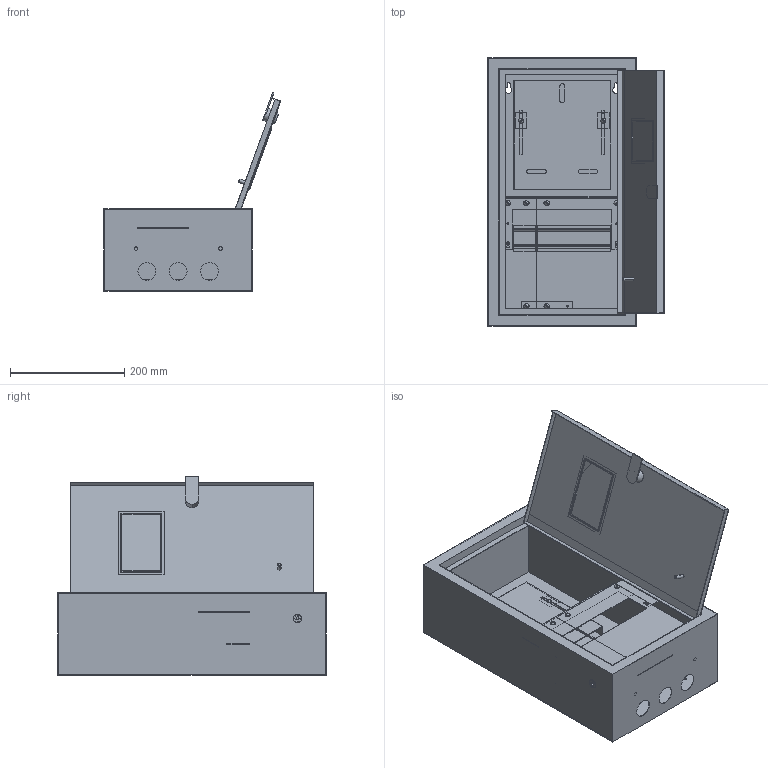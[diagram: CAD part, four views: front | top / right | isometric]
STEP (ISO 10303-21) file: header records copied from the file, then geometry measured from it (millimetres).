
FILE_DESCRIPTION (( 'STEP AP214' ), '1' );
FILE_NAME ('ShURN_1-9_IP31.STEP', '2016-11-28T12:41:19', ( 'user' ), ( '' ), 'SwSTEP 2.0', 'SolidWorks 2014', '' );
FILE_SCHEMA (( 'AUTOMOTIVE_DESIGN' ));
Length unit declared in the file: millimetre
Products named in the file (9): SC GOST 17473_gost_‚¨­â A.M5x10 ƒŽ‘’ 17473-80; Panel_Prav; ShURN_1-9_IP31; DIN-Reika_12 ｬｮ､罩･ｩ; STEKLO_IEK; Panel; Panel_Lev; Dver_SHURN_1; Obolochka_SHURN_1_9
Assembly tree (17 placements, depth 2):
  ShURN_1-9_IP31
    Obolochka_SHURN_1_9
    Dver_SHURN_1
    DIN-Reika_12 ｬｮ､罩･ｩ
    Panel
    SC GOST 17473_gost_‚¨­â A.M5x10 ƒŽ‘’ 17473-80  x10
    Panel_Lev
    Panel_Prav
    STEKLO_IEK
Bounding box: 310.34 x 470 x 348.21 mm (x, y, z)
Volume: 624126.8 mm3; surface area: 1223766.3 mm2
Topology: 19 solids, 19 shells, 453 faces, 1118 edges, 730 vertices
Faces by surface type: plane 291, cylinder 132, sphere 20, cone 10
Entity records: 11963 total; most frequent: DIRECTION 1990, CARTESIAN_POINT 1970, ORIENTED_EDGE 1912, EDGE_CURVE 956, LINE 706, VECTOR 706, AXIS2_PLACEMENT_3D 642, VERTEX_POINT 622
